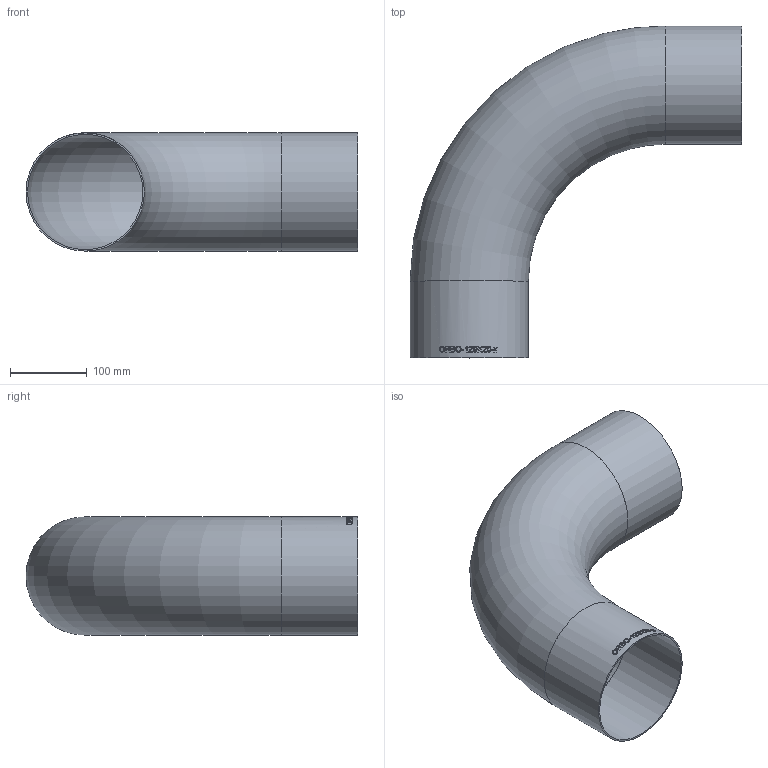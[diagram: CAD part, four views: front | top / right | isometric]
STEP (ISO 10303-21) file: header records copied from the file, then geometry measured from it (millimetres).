
FILE_DESCRIPTION (( 'STEP AP214' ), '1' );
FILE_NAME ('ORBO-154X20-x Bogen orbital 2004.STEP', '2020-04-09T09:00:34', ( '' ), ( '' ), 'SwSTEP 2.0', 'SolidWorks 2019', '' );
FILE_SCHEMA (( 'AUTOMOTIVE_DESIGN' ));
Length unit declared in the file: millimetre
Products named in the file (1): ORBO-154X20-x Bogen orbital 2004
Bounding box: 432 x 432 x 154 mm (x, y, z)
Volume: 573437.9 mm3; surface area: 575475 mm2
Topology: 1 solids, 1 shells, 179 faces, 471 edges, 313 vertices
Faces by surface type: bspline 105, plane 47, cylinder 25, torus 2
Full cylindrical faces by diameter (mm): 150 x2, 154 x2
Entity records: 29731 total; most frequent: CARTESIAN_POINT 24450, ORIENTED_EDGE 916, EDGE_CURVE 458, DIRECTION 342, B_SPLINE_CURVE_WITH_KNOTS 332, VERTEX_POINT 308, EDGE_LOOP 206, FACE_OUTER_BOUND 184
